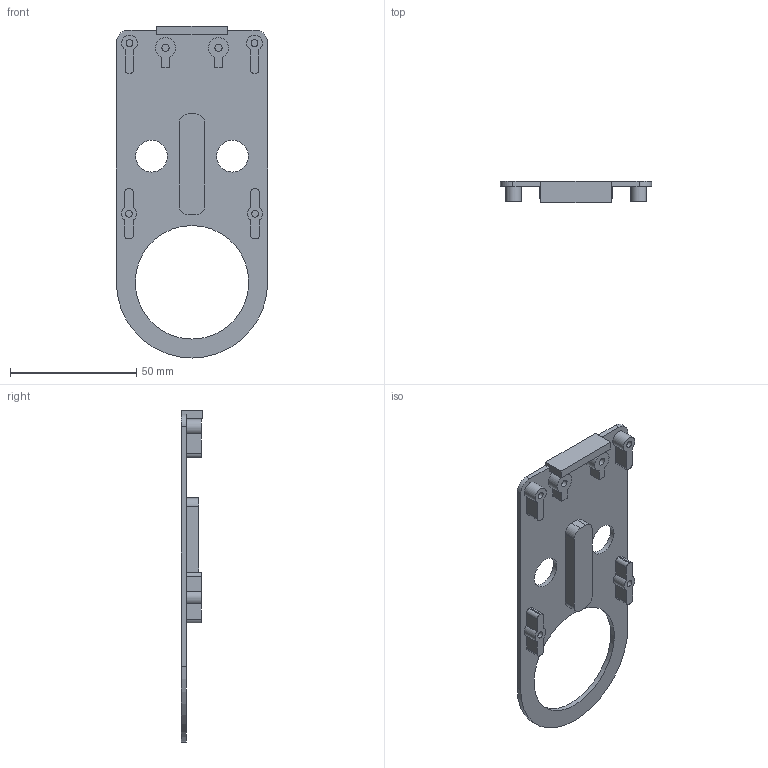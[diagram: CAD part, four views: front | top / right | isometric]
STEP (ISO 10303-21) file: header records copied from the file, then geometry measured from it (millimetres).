
FILE_DESCRIPTION(/* description */ (''),/* implementation_level */ '2;1');
FILE_NAME(/* name */ 'FluidDial_Top_RJ12.step',/* time_stamp */ '2024-05-28T12:49:09-05:00',/* author */ (''),/* organization */ (''),/* preprocessor_version */ 'ST-DEVELOPER v20',/* originating_system */ 'Autodesk Translation Framework v13.14.0.145',/* authorisation */ '');
FILE_SCHEMA (('AUTOMOTIVE_DESIGN { 1 0 10303 214 3 1 1 }'));
Length unit declared in the file: millimetre
Products named in the file (1): Component1
Bounding box: 60 x 8.6 x 131.6 mm (x, y, z)
Volume: 15865.1 mm3; surface area: 14875.5 mm2
Topology: 1 solids, 1 shells, 88 faces, 219 edges, 146 vertices
Faces by surface type: plane 52, cylinder 36
Full cylindrical faces by diameter (mm): 2.7 x4, 2.9 x2, 12.6 x2, 45 x1
Entity records: 2687 total; most frequent: DIRECTION 469, CARTESIAN_POINT 454, ORIENTED_EDGE 438, EDGE_CURVE 219, AXIS2_PLACEMENT_3D 161, LINE 147, VECTOR 147, VERTEX_POINT 146
